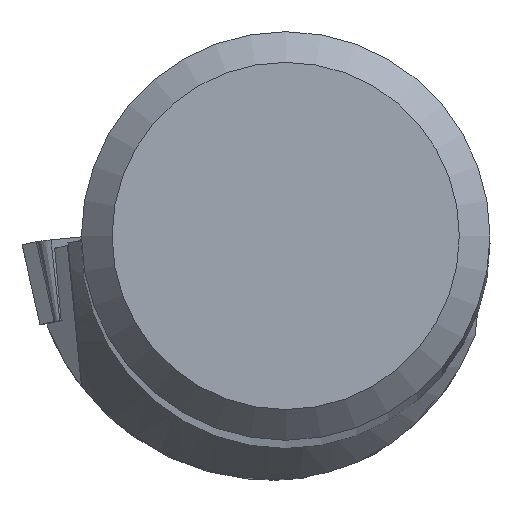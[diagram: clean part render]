
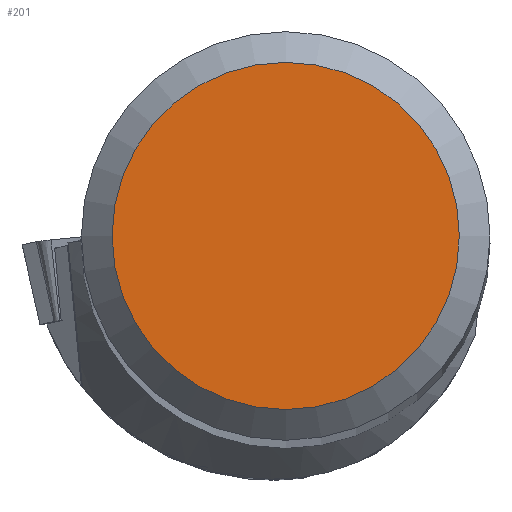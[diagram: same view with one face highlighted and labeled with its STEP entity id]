
A CAD part, top view. The second image highlights one B-rep face of the part: STEP entity #201.
In plain terms, the highlighted planar face has unit normal (0, 0, 1).
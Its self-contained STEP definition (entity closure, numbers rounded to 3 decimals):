
#153=FACE_OUTER_BOUND('',#429,.T.);
#201=ADVANCED_FACE('',(#153),#242,.T.);
#242=PLANE('',#1099);
#429=EDGE_LOOP('',(#599));
#599=ORIENTED_EDGE('',*,*,#885,.T.);
#780=VERTEX_POINT('',#1811);
#885=EDGE_CURVE('',#780,#780,#941,.T.);
#941=CIRCLE('',#1098,8.491);
#1098=AXIS2_PLACEMENT_3D('',#1810,#1318,#1319);
#1099=AXIS2_PLACEMENT_3D('',#1812,#1320,#1321);
#1318=DIRECTION('',(0.,0.,1.));
#1319=DIRECTION('',(1.,0.,0.));
#1320=DIRECTION('',(0.,0.,1.));
#1321=DIRECTION('',(1.,0.,0.));
#1810=CARTESIAN_POINT('',(0.,0.,0.));
#1811=CARTESIAN_POINT('',(8.491,0.,0.));
#1812=CARTESIAN_POINT('',(0.,0.,0.));
